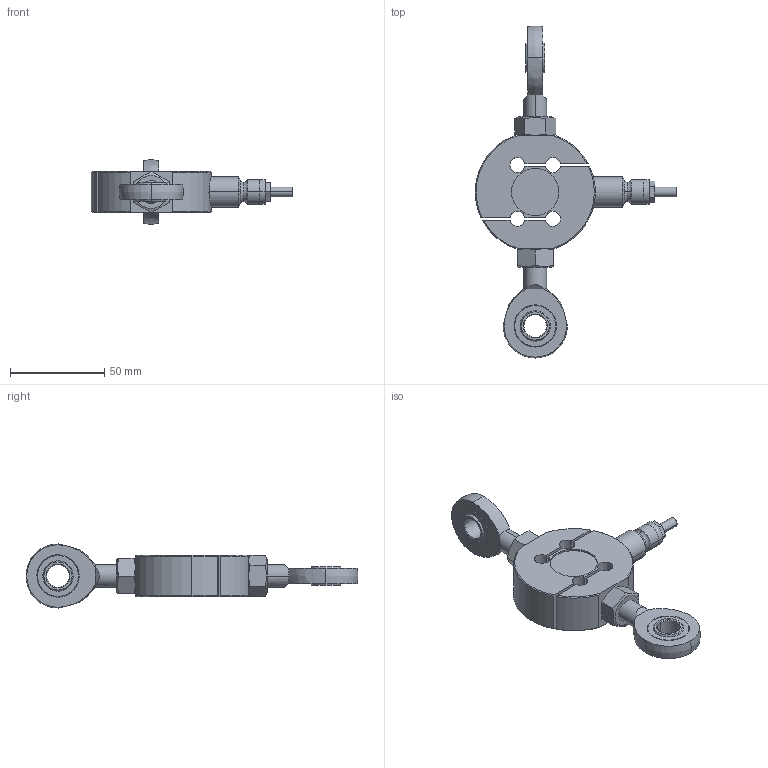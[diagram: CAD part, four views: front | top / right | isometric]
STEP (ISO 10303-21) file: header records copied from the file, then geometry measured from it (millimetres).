
FILE_DESCRIPTION(('STEP AP214'),'1');
FILE_NAME('TS 100kg to 500kg with shackles.stp','2019-10-18T12:52:55',(' '),(' '),'Spatial InterOp 3D',' ',' ');
FILE_SCHEMA(('automotive_design'));
Length unit declared in the file: millimetre
Products named in the file (12): TS 100kg to 500kg with shackles; TS Ø63 with shackles; CACCEM12; Component1; Component2; CACCEM122; Component12; Component22; Cable gland; Closing exagon; Cable Ø5.2; Nut M12
Assembly tree (12 placements, depth 3):
  TS 100kg to 500kg with shackles
    TS Ø63 with shackles
    CACCEM12
      Component1
      Component2
    CACCEM122
      Component12
      Component22
    Cable gland
    Closing exagon
    Cable Ø5.2
    Nut M12  x2
Bounding box: 106.64 x 175.71 x 33.89 mm (x, y, z)
Volume: 90581.7 mm3; surface area: 32578.1 mm2
Topology: 10 solids, 22 shells, 223 faces, 524 edges, 345 vertices
Faces by surface type: plane 77, cylinder 62, cone 54, sphere 20, torus 6, bspline 4
Entity records: 8174 total; most frequent: CARTESIAN_POINT 1301, DIRECTION 1149, ORIENTED_EDGE 920, AXIS2_PLACEMENT_3D 489, EDGE_CURVE 484, VERTEX_POINT 321, CIRCLE 269, EDGE_LOOP 233
